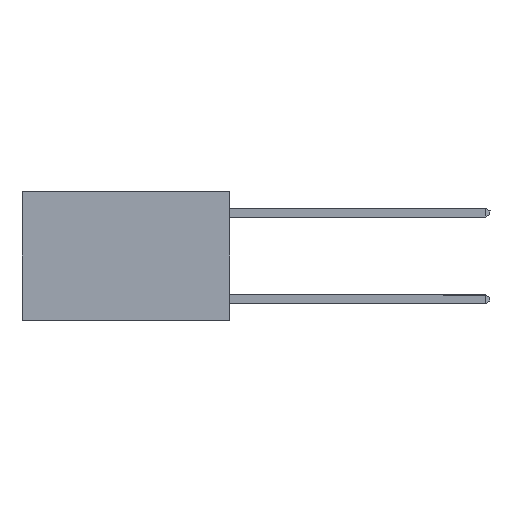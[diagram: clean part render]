
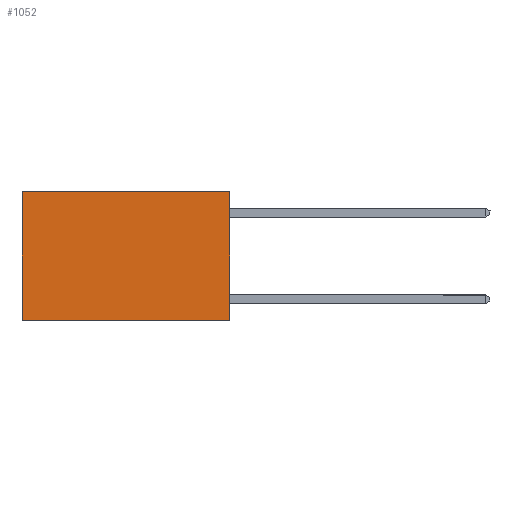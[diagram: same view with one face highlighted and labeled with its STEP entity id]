
A CAD part, left-side view. The second image highlights one B-rep face of the part: STEP entity #1052.
In plain terms, the highlighted planar face has unit normal (-1, 0, 0).
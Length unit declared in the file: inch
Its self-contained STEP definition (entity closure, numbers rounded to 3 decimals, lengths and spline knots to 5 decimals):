
#1052 = ADVANCED_FACE ( 'NONE', ( #4148 ), #17368, .F. ) ;
#1155 = DIRECTION ( 'NONE',  ( 0., 1., 0. ) ) ;
#1590 = LINE ( 'NONE', #10051, #14700 ) ;
#1619 = VECTOR ( 'NONE', #18938, 39.37008 ) ;
#3418 = LINE ( 'NONE', #18476, #17038 ) ;
#3615 = EDGE_LOOP ( 'NONE', ( #13068, #19291, #8479, #5806 ) ) ;
#4065 = EDGE_CURVE ( 'NONE', #12075, #5192, #3418, .T. ) ;
#4148 = FACE_OUTER_BOUND ( 'NONE', #3615, .T. ) ;
#4713 = CARTESIAN_POINT ( 'NONE',  ( 0.2625, 0.6, 0. ) ) ;
#4863 = CARTESIAN_POINT ( 'NONE',  ( 0.2625, 0., 0. ) ) ;
#5107 = CARTESIAN_POINT ( 'NONE',  ( 0.2625, 0., 0. ) ) ;
#5192 = VERTEX_POINT ( 'NONE', #9363 ) ;
#5806 = ORIENTED_EDGE ( 'NONE', *, *, #16909, .T. ) ;
#6048 = EDGE_CURVE ( 'NONE', #22405, #18413, #20551, .T. ) ;
#8479 = ORIENTED_EDGE ( 'NONE', *, *, #4065, .F. ) ;
#9351 = CARTESIAN_POINT ( 'NONE',  ( 0.2625, 0., 0. ) ) ;
#9363 = CARTESIAN_POINT ( 'NONE',  ( 0.2625, 0., -0.37 ) ) ;
#9800 = LINE ( 'NONE', #9351, #15598 ) ;
#10051 = CARTESIAN_POINT ( 'NONE',  ( 0.2625, 0., -0.37 ) ) ;
#12075 = VERTEX_POINT ( 'NONE', #4863 ) ;
#12451 = CARTESIAN_POINT ( 'NONE',  ( 0.2625, 0.6, 0. ) ) ;
#12714 = EDGE_CURVE ( 'NONE', #5192, #18413, #1590, .T. ) ;
#13068 = ORIENTED_EDGE ( 'NONE', *, *, #6048, .T. ) ;
#13494 = AXIS2_PLACEMENT_3D ( 'NONE', #5107, #19322, #17523 ) ;
#14700 = VECTOR ( 'NONE', #1155, 39.37008 ) ;
#15598 = VECTOR ( 'NONE', #21762, 39.37008 ) ;
#16909 = EDGE_CURVE ( 'NONE', #12075, #22405, #9800, .T. ) ;
#17038 = VECTOR ( 'NONE', #20254, 39.37008 ) ;
#17368 = PLANE ( 'NONE',  #13494 ) ;
#17523 = DIRECTION ( 'NONE',  ( 0., 0., -1. ) ) ;
#18413 = VERTEX_POINT ( 'NONE', #19014 ) ;
#18476 = CARTESIAN_POINT ( 'NONE',  ( 0.2625, 0., 0. ) ) ;
#18938 = DIRECTION ( 'NONE',  ( 0., 0., -1. ) ) ;
#19014 = CARTESIAN_POINT ( 'NONE',  ( 0.2625, 0.6, -0.37 ) ) ;
#19291 = ORIENTED_EDGE ( 'NONE', *, *, #12714, .F. ) ;
#19322 = DIRECTION ( 'NONE',  ( 1., 0., 0. ) ) ;
#20254 = DIRECTION ( 'NONE',  ( 0., 0., -1. ) ) ;
#20551 = LINE ( 'NONE', #4713, #1619 ) ;
#21762 = DIRECTION ( 'NONE',  ( 0., 1., 0. ) ) ;
#22405 = VERTEX_POINT ( 'NONE', #12451 ) ;
